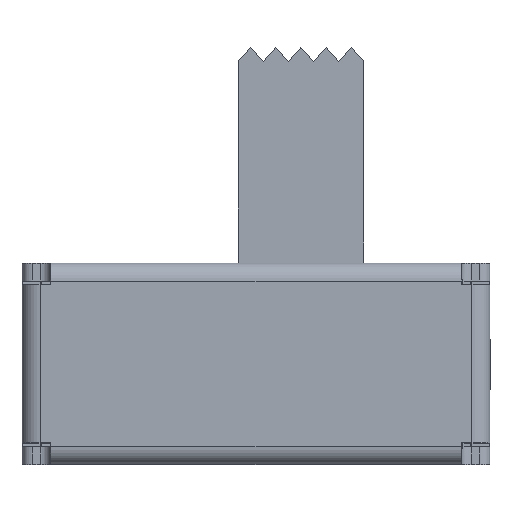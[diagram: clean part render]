
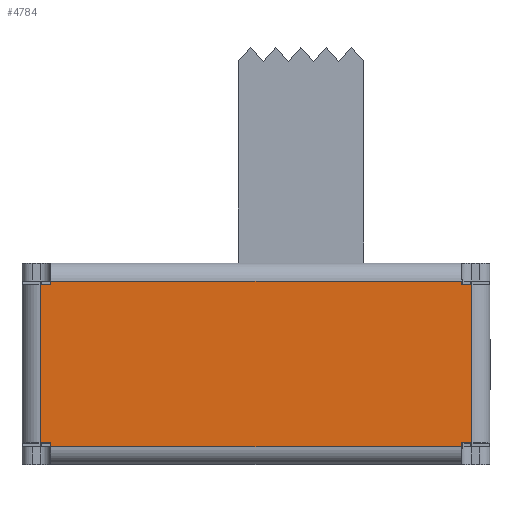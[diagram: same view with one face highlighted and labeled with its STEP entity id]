
A CAD part, top view. The second image highlights one B-rep face of the part: STEP entity #4784.
In plain terms, the highlighted planar face has unit normal (0, 0, 1).
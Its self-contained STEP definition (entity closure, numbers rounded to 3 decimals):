
#412=FACE_OUTER_BOUND('',#675,.T.);
#675=EDGE_LOOP('',(#3503,#3504,#3505,#3506,#3507,#3508,#3509,#3510,#3511,
#3512,#3513,#3514));
#1052=LINE('',#7062,#1638);
#1053=LINE('',#7064,#1639);
#1054=LINE('',#7066,#1640);
#1055=LINE('',#7068,#1641);
#1056=LINE('',#7070,#1642);
#1057=LINE('',#7072,#1643);
#1058=LINE('',#7074,#1644);
#1059=LINE('',#7076,#1645);
#1060=LINE('',#7078,#1646);
#1061=LINE('',#7080,#1647);
#1062=LINE('',#7082,#1648);
#1063=LINE('',#7083,#1649);
#1638=VECTOR('',#5730,11.4);
#1639=VECTOR('',#5731,0.099);
#1640=VECTOR('',#5732,0.299);
#1641=VECTOR('',#5733,4.4);
#1642=VECTOR('',#5734,0.299);
#1643=VECTOR('',#5735,0.099);
#1644=VECTOR('',#5736,11.4);
#1645=VECTOR('',#5737,0.099);
#1646=VECTOR('',#5738,0.299);
#1647=VECTOR('',#5739,4.4);
#1648=VECTOR('',#5740,0.299);
#1649=VECTOR('',#5741,0.099);
#2171=VERTEX_POINT('',#7060);
#2172=VERTEX_POINT('',#7061);
#2173=VERTEX_POINT('',#7063);
#2174=VERTEX_POINT('',#7065);
#2175=VERTEX_POINT('',#7067);
#2176=VERTEX_POINT('',#7069);
#2177=VERTEX_POINT('',#7071);
#2178=VERTEX_POINT('',#7073);
#2179=VERTEX_POINT('',#7075);
#2180=VERTEX_POINT('',#7077);
#2181=VERTEX_POINT('',#7079);
#2182=VERTEX_POINT('',#7081);
#2664=EDGE_CURVE('',#2171,#2172,#1052,.T.);
#2665=EDGE_CURVE('',#2173,#2172,#1053,.T.);
#2666=EDGE_CURVE('',#2174,#2173,#1054,.T.);
#2667=EDGE_CURVE('',#2174,#2175,#1055,.T.);
#2668=EDGE_CURVE('',#2176,#2175,#1056,.T.);
#2669=EDGE_CURVE('',#2177,#2176,#1057,.T.);
#2670=EDGE_CURVE('',#2177,#2178,#1058,.T.);
#2671=EDGE_CURVE('',#2179,#2178,#1059,.T.);
#2672=EDGE_CURVE('',#2180,#2179,#1060,.T.);
#2673=EDGE_CURVE('',#2180,#2181,#1061,.T.);
#2674=EDGE_CURVE('',#2182,#2181,#1062,.T.);
#2675=EDGE_CURVE('',#2171,#2182,#1063,.T.);
#3503=ORIENTED_EDGE('',*,*,#2664,.T.);
#3504=ORIENTED_EDGE('',*,*,#2665,.F.);
#3505=ORIENTED_EDGE('',*,*,#2666,.F.);
#3506=ORIENTED_EDGE('',*,*,#2667,.T.);
#3507=ORIENTED_EDGE('',*,*,#2668,.F.);
#3508=ORIENTED_EDGE('',*,*,#2669,.F.);
#3509=ORIENTED_EDGE('',*,*,#2670,.T.);
#3510=ORIENTED_EDGE('',*,*,#2671,.F.);
#3511=ORIENTED_EDGE('',*,*,#2672,.F.);
#3512=ORIENTED_EDGE('',*,*,#2673,.T.);
#3513=ORIENTED_EDGE('',*,*,#2674,.F.);
#3514=ORIENTED_EDGE('',*,*,#2675,.F.);
#4556=PLANE('',#5086);
#4784=ADVANCED_FACE('',(#412),#4556,.T.);
#5086=AXIS2_PLACEMENT_3D('',#7059,#5728,#5729);
#5728=DIRECTION('center_axis',(0.,0.,1.));
#5729=DIRECTION('ref_axis',(1.,0.,0.));
#5730=DIRECTION('',(1.,0.,0.));
#5731=DIRECTION('',(0.,-1.,0.));
#5732=DIRECTION('',(-1.,0.,0.));
#5733=DIRECTION('',(0.,1.,0.));
#5734=DIRECTION('',(1.,0.,0.));
#5735=DIRECTION('',(0.,-1.,0.));
#5736=DIRECTION('',(-1.,0.,0.));
#5737=DIRECTION('',(0.,1.,0.));
#5738=DIRECTION('',(1.,0.,0.));
#5739=DIRECTION('',(0.,-1.,0.));
#5740=DIRECTION('',(-1.,0.,0.));
#5741=DIRECTION('',(0.,1.,0.));
#7059=CARTESIAN_POINT('Origin',(0.,0.,0.5));
#7060=CARTESIAN_POINT('',(-5.7,-2.299,0.5));
#7061=CARTESIAN_POINT('',(5.7,-2.299,0.5));
#7062=CARTESIAN_POINT('',(-5.7,-2.299,0.5));
#7063=CARTESIAN_POINT('',(5.7,-2.2,0.5));
#7064=CARTESIAN_POINT('',(5.7,-2.2,0.5));
#7065=CARTESIAN_POINT('',(5.999,-2.2,0.5));
#7066=CARTESIAN_POINT('',(5.999,-2.2,0.5));
#7067=CARTESIAN_POINT('',(5.999,2.2,0.5));
#7068=CARTESIAN_POINT('',(5.999,-2.2,0.5));
#7069=CARTESIAN_POINT('',(5.7,2.2,0.5));
#7070=CARTESIAN_POINT('',(5.7,2.2,0.5));
#7071=CARTESIAN_POINT('',(5.7,2.299,0.5));
#7072=CARTESIAN_POINT('',(5.7,2.299,0.5));
#7073=CARTESIAN_POINT('',(-5.7,2.299,0.5));
#7074=CARTESIAN_POINT('',(5.7,2.299,0.5));
#7075=CARTESIAN_POINT('',(-5.7,2.2,0.5));
#7076=CARTESIAN_POINT('',(-5.7,2.2,0.5));
#7077=CARTESIAN_POINT('',(-5.999,2.2,0.5));
#7078=CARTESIAN_POINT('',(-5.999,2.2,0.5));
#7079=CARTESIAN_POINT('',(-5.999,-2.2,0.5));
#7080=CARTESIAN_POINT('',(-5.999,2.2,0.5));
#7081=CARTESIAN_POINT('',(-5.7,-2.2,0.5));
#7082=CARTESIAN_POINT('',(-5.7,-2.2,0.5));
#7083=CARTESIAN_POINT('',(-5.7,-2.299,0.5));
